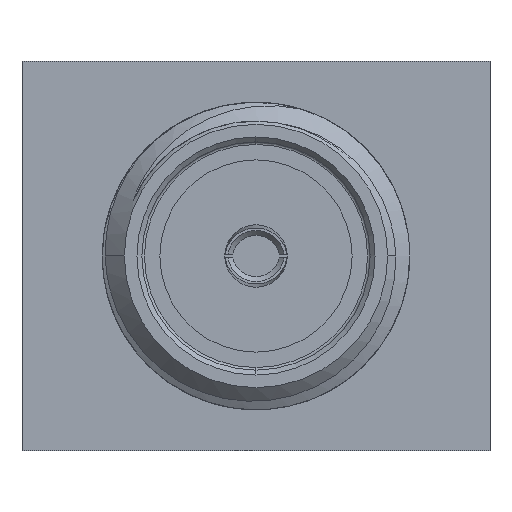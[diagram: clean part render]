
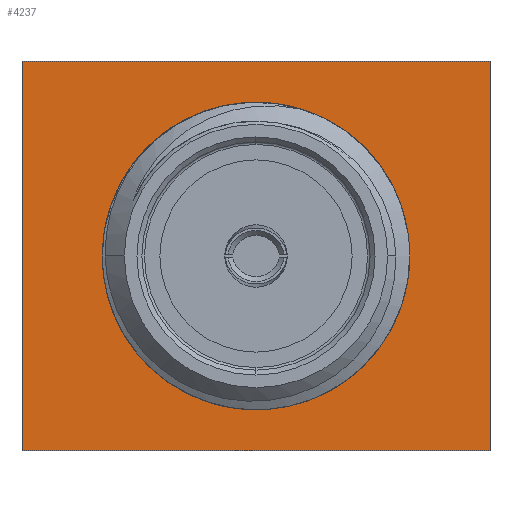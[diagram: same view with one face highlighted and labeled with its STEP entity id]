
A CAD part, left-side view. The second image highlights one B-rep face of the part: STEP entity #4237.
In plain terms, the highlighted planar face has unit normal (-1, 0, 0).
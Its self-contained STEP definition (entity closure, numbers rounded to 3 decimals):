
#4190=EDGE_CURVE('',#4191,#4193,#4195,.F.);
#4191=VERTEX_POINT('',#4192);
#4192=CARTESIAN_POINT('',(7.874,2.68,0.0));
#4193=VERTEX_POINT('',#4194);
#4194=CARTESIAN_POINT('',(7.874,-2.68,0.0));
#4195=CIRCLE('',#4196,2.68);
#4196=AXIS2_PLACEMENT_3D('',#4197,#4198,#4199);
#4197=CARTESIAN_POINT('',(7.874,0.0,0.0));
#4198=DIRECTION('',(1.0,0.0,0.0));
#4199=DIRECTION('',(0.0,-1.0,0.0));
#4226=EDGE_CURVE('',#4193,#4191,#4227,.F.);
#4227=CIRCLE('',#4228,2.68);
#4228=AXIS2_PLACEMENT_3D('',#4229,#4230,#4231);
#4229=CARTESIAN_POINT('',(7.874,0.0,0.0));
#4230=DIRECTION('',(1.0,0.0,0.0));
#4231=DIRECTION('',(0.0,1.0,0.0));
#4237=ADVANCED_FACE('',(#4238,#4272),#4276,.F.);
#4238=FACE_BOUND('',#4239,.T.);
#4239=EDGE_LOOP('',(#4240,#4250,#4258,#4266));
#4240=ORIENTED_EDGE('',*,*,#4241,.T.);
#4241=EDGE_CURVE('',#4242,#4244,#4246,.T.);
#4242=VERTEX_POINT('',#4243);
#4243=CARTESIAN_POINT('',(7.874,-4.763,-3.962));
#4244=VERTEX_POINT('',#4245);
#4245=CARTESIAN_POINT('',(7.874,-4.763,3.962));
#4246=LINE('',#4247,#4248);
#4247=CARTESIAN_POINT('',(7.874,-4.763,-3.962));
#4248=VECTOR('',#4249,1.0);
#4249=DIRECTION('',(0.0,0.0,1.0));
#4250=ORIENTED_EDGE('',*,*,#4251,.T.);
#4251=EDGE_CURVE('',#4244,#4252,#4254,.F.);
#4252=VERTEX_POINT('',#4253);
#4253=CARTESIAN_POINT('',(7.874,4.763,3.962));
#4254=LINE('',#4255,#4256);
#4255=CARTESIAN_POINT('',(7.874,4.763,3.962));
#4256=VECTOR('',#4257,1.0);
#4257=DIRECTION('',(0.0,-1.0,0.0));
#4258=ORIENTED_EDGE('',*,*,#4259,.T.);
#4259=EDGE_CURVE('',#4252,#4260,#4262,.T.);
#4260=VERTEX_POINT('',#4261);
#4261=CARTESIAN_POINT('',(7.874,4.763,-3.962));
#4262=LINE('',#4263,#4264);
#4263=CARTESIAN_POINT('',(7.874,4.763,3.962));
#4264=VECTOR('',#4265,1.0);
#4265=DIRECTION('',(0.0,0.0,-1.0));
#4266=ORIENTED_EDGE('',*,*,#4267,.T.);
#4267=EDGE_CURVE('',#4260,#4242,#4268,.F.);
#4268=LINE('',#4269,#4270);
#4269=CARTESIAN_POINT('',(7.874,-4.763,-3.962));
#4270=VECTOR('',#4271,1.0);
#4271=DIRECTION('',(0.0,1.0,0.0));
#4272=FACE_BOUND('',#4273,.T.);
#4273=EDGE_LOOP('',(#4274,#4275));
#4274=ORIENTED_EDGE('',*,*,#4190,.F.);
#4275=ORIENTED_EDGE('',*,*,#4226,.F.);
#4276=PLANE('',#4277);
#4277=AXIS2_PLACEMENT_3D('',#4278,#4279,#4280);
#4278=CARTESIAN_POINT('',(7.874,0.0,0.0));
#4279=DIRECTION('',(1.0,0.0,0.0));
#4280=DIRECTION('',(0.0,1.0,0.0));
